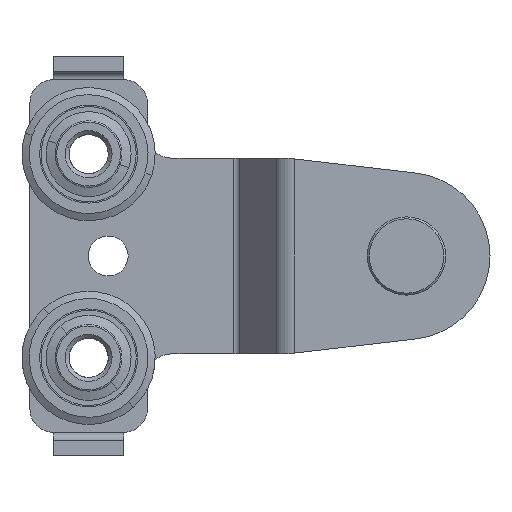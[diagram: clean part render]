
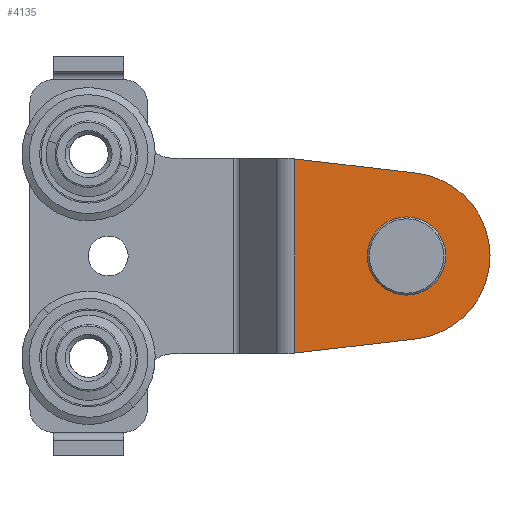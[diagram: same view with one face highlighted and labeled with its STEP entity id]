
A CAD part, left-side view. The second image highlights one B-rep face of the part: STEP entity #4135.
In plain terms, the highlighted planar face has unit normal (-1, 0, 0).
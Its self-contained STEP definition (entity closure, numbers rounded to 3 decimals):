
#6 = VERTEX_POINT ( 'NONE', #2743 ) ;
#71 = CARTESIAN_POINT ( 'NONE',  ( -19., -32.912, 45. ) ) ;
#81 = CARTESIAN_POINT ( 'NONE',  ( -19., -41.162, 45. ) ) ;
#109 = CIRCLE ( 'NONE', #1516, 21.3 ) ;
#147 = ORIENTED_EDGE ( 'NONE', *, *, #4110, .T. ) ;
#158 = DIRECTION ( 'NONE',  ( 0., 1., 0. ) ) ;
#188 = EDGE_LOOP ( 'NONE', ( #2733, #1270 ) ) ;
#196 = DIRECTION ( 'NONE',  ( -1., 0., 0. ) ) ;
#284 = EDGE_CURVE ( 'NONE', #2095, #6, #675, .T. ) ;
#354 = DIRECTION ( 'NONE',  ( 0., -1., 0. ) ) ;
#503 = VERTEX_POINT ( 'NONE', #71 ) ;
#615 = CARTESIAN_POINT ( 'NONE',  ( -19., -11.662, 90. ) ) ;
#652 = DIRECTION ( 'NONE',  ( 0., -1., 0. ) ) ;
#670 = CARTESIAN_POINT ( 'NONE',  ( -19., -49.412, 45. ) ) ;
#674 = VERTEX_POINT ( 'NONE', #3303 ) ;
#675 = LINE ( 'NONE', #2101, #1141 ) ;
#682 = CARTESIAN_POINT ( 'NONE',  ( -19., -43.632, 23.844 ) ) ;
#779 = CARTESIAN_POINT ( 'NONE',  ( -19., -41.162, 45. ) ) ;
#865 = CIRCLE ( 'NONE', #1844, 8.25 ) ;
#1062 = ORIENTED_EDGE ( 'NONE', *, *, #3783, .T. ) ;
#1077 = CARTESIAN_POINT ( 'NONE',  ( -19., -41.162, 45. ) ) ;
#1093 = VECTOR ( 'NONE', #1955, 1000. ) ;
#1125 = AXIS2_PLACEMENT_3D ( 'NONE', #779, #3165, #652 ) ;
#1140 = DIRECTION ( 'NONE',  ( 0., -1., 0. ) ) ;
#1141 = VECTOR ( 'NONE', #2450, 1000. ) ;
#1231 = CIRCLE ( 'NONE', #1125, 21.3 ) ;
#1262 = DIRECTION ( 'NONE',  ( 1., 0., 0. ) ) ;
#1270 = ORIENTED_EDGE ( 'NONE', *, *, #4114, .F. ) ;
#1287 = EDGE_LOOP ( 'NONE', ( #1980, #147, #2545, #3296, #1062 ) ) ;
#1401 = PLANE ( 'NONE',  #4057 ) ;
#1429 = LINE ( 'NONE', #3276, #1093 ) ;
#1487 = VERTEX_POINT ( 'NONE', #682 ) ;
#1516 = AXIS2_PLACEMENT_3D ( 'NONE', #1077, #2359, #2374 ) ;
#1536 = DIRECTION ( 'NONE',  ( 0., 0., -1. ) ) ;
#1670 = CARTESIAN_POINT ( 'NONE',  ( -19., -12.64, 69.774 ) ) ;
#1768 = CIRCLE ( 'NONE', #2406, 8.25 ) ;
#1844 = AXIS2_PLACEMENT_3D ( 'NONE', #3044, #3054, #1140 ) ;
#1955 = DIRECTION ( 'NONE',  ( 0., -0.993, 0.116 ) ) ;
#1980 = ORIENTED_EDGE ( 'NONE', *, *, #284, .F. ) ;
#2095 = VERTEX_POINT ( 'NONE', #1670 ) ;
#2101 = CARTESIAN_POINT ( 'NONE',  ( -19., -94.537, 60.214 ) ) ;
#2115 = EDGE_CURVE ( 'NONE', #674, #1487, #1429, .T. ) ;
#2287 = CARTESIAN_POINT ( 'NONE',  ( -19., -62.462, 45. ) ) ;
#2359 = DIRECTION ( 'NONE',  ( -1., 0., 0. ) ) ;
#2374 = DIRECTION ( 'NONE',  ( 0., -1., 0. ) ) ;
#2380 = VERTEX_POINT ( 'NONE', #2287 ) ;
#2406 = AXIS2_PLACEMENT_3D ( 'NONE', #81, #196, #354 ) ;
#2450 = DIRECTION ( 'NONE',  ( 0., -0.993, -0.116 ) ) ;
#2499 = CARTESIAN_POINT ( 'NONE',  ( -19., -12.64, 90. ) ) ;
#2545 = ORIENTED_EDGE ( 'NONE', *, *, #2115, .T. ) ;
#2630 = LINE ( 'NONE', #2499, #2724 ) ;
#2724 = VECTOR ( 'NONE', #1536, 1000. ) ;
#2733 = ORIENTED_EDGE ( 'NONE', *, *, #3812, .F. ) ;
#2743 = CARTESIAN_POINT ( 'NONE',  ( -19., -43.632, 66.156 ) ) ;
#3044 = CARTESIAN_POINT ( 'NONE',  ( -19., -41.162, 45. ) ) ;
#3054 = DIRECTION ( 'NONE',  ( -1., 0., 0. ) ) ;
#3165 = DIRECTION ( 'NONE',  ( -1., 0., 0. ) ) ;
#3276 = CARTESIAN_POINT ( 'NONE',  ( -19., -94.537, 29.786 ) ) ;
#3296 = ORIENTED_EDGE ( 'NONE', *, *, #3440, .T. ) ;
#3303 = CARTESIAN_POINT ( 'NONE',  ( -19., -12.64, 20.226 ) ) ;
#3362 = FACE_BOUND ( 'NONE', #188, .T. ) ;
#3440 = EDGE_CURVE ( 'NONE', #1487, #2380, #1231, .T. ) ;
#3783 = EDGE_CURVE ( 'NONE', #2380, #6, #109, .T. ) ;
#3812 = EDGE_CURVE ( 'NONE', #3856, #503, #865, .T. ) ;
#3856 = VERTEX_POINT ( 'NONE', #670 ) ;
#4057 = AXIS2_PLACEMENT_3D ( 'NONE', #615, #1262, #158 ) ;
#4089 = FACE_OUTER_BOUND ( 'NONE', #1287, .T. ) ;
#4110 = EDGE_CURVE ( 'NONE', #2095, #674, #2630, .T. ) ;
#4114 = EDGE_CURVE ( 'NONE', #503, #3856, #1768, .T. ) ;
#4135 = ADVANCED_FACE ( 'NONE', ( #3362, #4089 ), #1401, .F. ) ;
